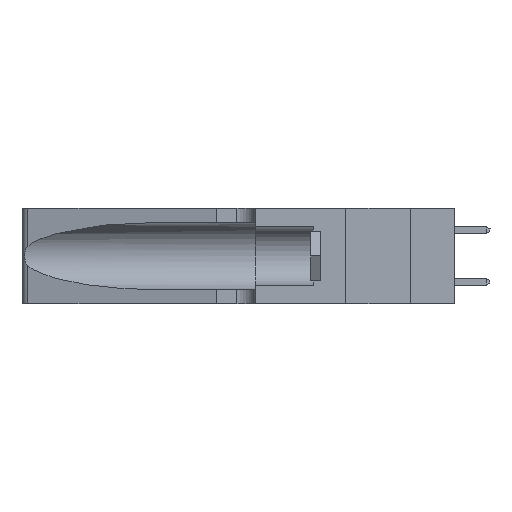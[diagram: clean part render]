
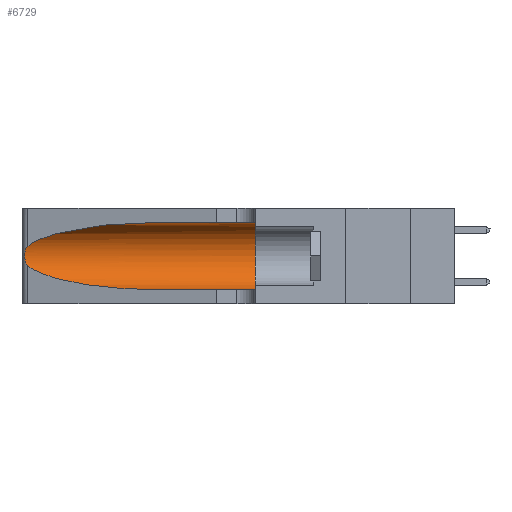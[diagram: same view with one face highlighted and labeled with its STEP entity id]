
A CAD part, left-side view. The second image highlights one B-rep face of the part: STEP entity #6729.
In plain terms, the highlighted cylindrical face has radius 3.308 mm (diameter 6.617 mm), a partial arc.
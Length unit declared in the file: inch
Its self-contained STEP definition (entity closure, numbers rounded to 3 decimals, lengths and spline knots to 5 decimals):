
#34 = FACE_OUTER_BOUND ( 'NONE', #326, .T. ) ;
#80 = LINE ( 'NONE', #7813, #18242 ) ;
#326 = EDGE_LOOP ( 'NONE', ( #2943, #10265, #12296, #13029, #17169, #12350 ) ) ;
#2368 = CARTESIAN_POINT ( 'NONE',  ( 0.25856, 1.23593, 0.16098 ) ) ;
#2943 = ORIENTED_EDGE ( 'NONE', *, *, #4690, .T. ) ;
#3305 = CIRCLE ( 'NONE', #12363, 0.13025 ) ;
#3338 = VERTEX_POINT ( 'NONE', #13643 ) ;
#3485 = DIRECTION ( 'NONE',  ( 0., -1., 0. ) ) ;
#3579 = DIRECTION ( 'NONE',  ( 0., 0., 1. ) ) ;
#3860 = CARTESIAN_POINT ( 'NONE',  ( 0.25639, 1.23186, 0.15144 ) ) ;
#3863 = DIRECTION ( 'NONE',  ( 0., 0., -1. ) ) ;
#3869 = CARTESIAN_POINT ( 'NONE',  ( 0.1305, 0.72297, 0.31525 ) ) ;
#3924 = CARTESIAN_POINT ( 'NONE',  ( 0.25555, 1.22994, 0.2215 ) ) ;
#4149 = B_SPLINE_CURVE_WITH_KNOTS ( 'NONE', 3,
 ( #11385, #3924, #11205, #8253, #12717, #8510, #5485, #5544, #5416, #2368, #17121, #3860, #17178, #11266 ),
 .UNSPECIFIED., .F., .F.,
 ( 4, 2, 2, 2, 2, 2, 4 ),
 ( 0., 0.00027, 0.00053, 0.00107, 0.0016, 0.00187, 0.00214 ),
 .UNSPECIFIED. ) ;
#4690 = EDGE_CURVE ( 'NONE', #5737, #5719, #14173, .T. ) ;
#5001 = CARTESIAN_POINT ( 'NONE',  ( 0.1305, 0.72297, 0.31525 ) ) ;
#5416 = CARTESIAN_POINT ( 'NONE',  ( 0.26017, 1.23833, 0.17102 ) ) ;
#5485 = CARTESIAN_POINT ( 'NONE',  ( 0.26075, 1.23896, 0.19203 ) ) ;
#5544 = CARTESIAN_POINT ( 'NONE',  ( 0.26075, 1.23896, 0.178 ) ) ;
#5719 = VERTEX_POINT ( 'NONE', #9753 ) ;
#5737 = VERTEX_POINT ( 'NONE', #3869 ) ;
#6464 = CARTESIAN_POINT ( 'NONE',  ( 0.2373, 1.15595, 0.28018 ) ) ;
#6562 = DIRECTION ( 'NONE',  ( 0., 1., 0. ) ) ;
#6622 = CARTESIAN_POINT ( 'NONE',  ( 0.2373, 1.15595, 0.08982 ) ) ;
#6729 = ADVANCED_FACE ( 'NONE', ( #34 ), #7433, .F. ) ;
#7433 = CYLINDRICAL_SURFACE ( 'NONE', #9739, 0.13025 ) ;
#7594 =( BOUNDED_CURVE ( )  B_SPLINE_CURVE ( 3, ( #13885, #6622, #8110, #9594 ),
 .UNSPECIFIED., .F., .F. ) 
 B_SPLINE_CURVE_WITH_KNOTS ( ( 4, 4 ),
 ( 3.44316, 4.71239 ),
 .UNSPECIFIED. ) 
 CURVE ( )  GEOMETRIC_REPRESENTATION_ITEM ( )  RATIONAL_B_SPLINE_CURVE ( ( 1., 0.87, 0.87, 1. ) ) 
 REPRESENTATION_ITEM ( '' )  );
#7813 = CARTESIAN_POINT ( 'NONE',  ( 0.1305, 1.61858, 0.31525 ) ) ;
#8103 = CARTESIAN_POINT ( 'NONE',  ( 0.1305, 0.35, 0.185 ) ) ;
#8110 = CARTESIAN_POINT ( 'NONE',  ( 0.18966, 0.96281, 0.05475 ) ) ;
#8253 = CARTESIAN_POINT ( 'NONE',  ( 0.25787, 1.23484, 0.2124 ) ) ;
#8510 = CARTESIAN_POINT ( 'NONE',  ( 0.26018, 1.23835, 0.19895 ) ) ;
#8803 = VERTEX_POINT ( 'NONE', #11831 ) ;
#9135 = EDGE_CURVE ( 'NONE', #3338, #11868, #7594, .T. ) ;
#9594 = CARTESIAN_POINT ( 'NONE',  ( 0.1305, 0.72297, 0.05475 ) ) ;
#9739 = AXIS2_PLACEMENT_3D ( 'NONE', #17179, #15594, #3863 ) ;
#9753 = CARTESIAN_POINT ( 'NONE',  ( 0.25487, 1.22718, 0.22369 ) ) ;
#10073 = DIRECTION ( 'NONE',  ( 0., -1., 0. ) ) ;
#10265 = ORIENTED_EDGE ( 'NONE', *, *, #17582, .T. ) ;
#11205 = CARTESIAN_POINT ( 'NONE',  ( 0.25639, 1.23184, 0.21858 ) ) ;
#11266 = CARTESIAN_POINT ( 'NONE',  ( 0.25487, 1.22718, 0.14631 ) ) ;
#11385 = CARTESIAN_POINT ( 'NONE',  ( 0.25487, 1.22718, 0.22369 ) ) ;
#11654 = EDGE_CURVE ( 'NONE', #5737, #8803, #80, .T. ) ;
#11831 = CARTESIAN_POINT ( 'NONE',  ( 0.1305, 0.35, 0.31525 ) ) ;
#11868 = VERTEX_POINT ( 'NONE', #13039 ) ;
#12296 = ORIENTED_EDGE ( 'NONE', *, *, #9135, .T. ) ;
#12350 = ORIENTED_EDGE ( 'NONE', *, *, #11654, .F. ) ;
#12363 = AXIS2_PLACEMENT_3D ( 'NONE', #8103, #6562, #3579 ) ;
#12717 = CARTESIAN_POINT ( 'NONE',  ( 0.25854, 1.2359, 0.20912 ) ) ;
#13029 = ORIENTED_EDGE ( 'NONE', *, *, #13323, .T. ) ;
#13039 = CARTESIAN_POINT ( 'NONE',  ( 0.1305, 0.72297, 0.05475 ) ) ;
#13323 = EDGE_CURVE ( 'NONE', #11868, #18837, #16022, .T. ) ;
#13643 = CARTESIAN_POINT ( 'NONE',  ( 0.25487, 1.22718, 0.14631 ) ) ;
#13885 = CARTESIAN_POINT ( 'NONE',  ( 0.25487, 1.22718, 0.14631 ) ) ;
#13895 = CARTESIAN_POINT ( 'NONE',  ( 0.25487, 1.22718, 0.22369 ) ) ;
#14173 =( BOUNDED_CURVE ( )  B_SPLINE_CURVE ( 3, ( #5001, #18375, #6464, #13895 ),
 .UNSPECIFIED., .F., .F. ) 
 B_SPLINE_CURVE_WITH_KNOTS ( ( 4, 4 ),
 ( 1.5708, 2.84003 ),
 .UNSPECIFIED. ) 
 CURVE ( )  GEOMETRIC_REPRESENTATION_ITEM ( )  RATIONAL_B_SPLINE_CURVE ( ( 1., 0.87, 0.87, 1. ) ) 
 REPRESENTATION_ITEM ( '' )  );
#15008 = EDGE_CURVE ( 'NONE', #8803, #18837, #3305, .T. ) ;
#15594 = DIRECTION ( 'NONE',  ( 0., -1., 0. ) ) ;
#15672 = CARTESIAN_POINT ( 'NONE',  ( 0.1305, 0.35, 0.05475 ) ) ;
#16022 = LINE ( 'NONE', #17586, #16474 ) ;
#16474 = VECTOR ( 'NONE', #10073, 39.37008 ) ;
#17121 = CARTESIAN_POINT ( 'NONE',  ( 0.25789, 1.23486, 0.15765 ) ) ;
#17169 = ORIENTED_EDGE ( 'NONE', *, *, #15008, .F. ) ;
#17178 = CARTESIAN_POINT ( 'NONE',  ( 0.25555, 1.22993, 0.14849 ) ) ;
#17179 = CARTESIAN_POINT ( 'NONE',  ( 0.1305, 1.61858, 0.185 ) ) ;
#17582 = EDGE_CURVE ( 'NONE', #5719, #3338, #4149, .T. ) ;
#17586 = CARTESIAN_POINT ( 'NONE',  ( 0.1305, 1.61858, 0.05475 ) ) ;
#18242 = VECTOR ( 'NONE', #3485, 39.37008 ) ;
#18375 = CARTESIAN_POINT ( 'NONE',  ( 0.18966, 0.96281, 0.31525 ) ) ;
#18837 = VERTEX_POINT ( 'NONE', #15672 ) ;
